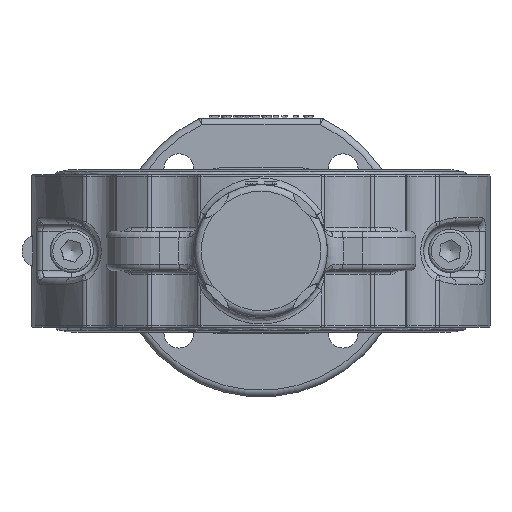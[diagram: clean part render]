
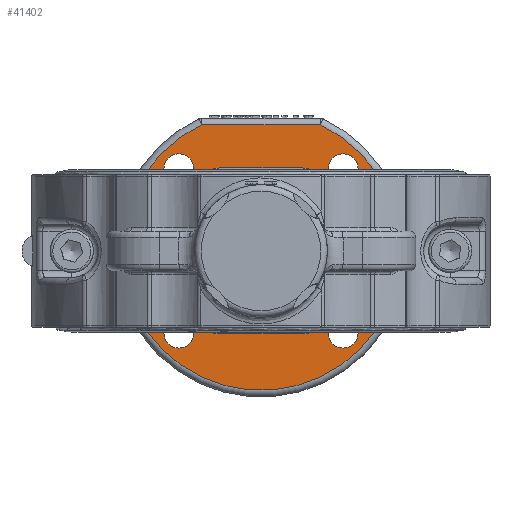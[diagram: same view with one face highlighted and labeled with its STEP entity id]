
A CAD part, front view. The second image highlights one B-rep face of the part: STEP entity #41402.
In plain terms, the highlighted planar face has unit normal (0, -1, 0).
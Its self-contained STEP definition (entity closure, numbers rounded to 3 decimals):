
#558=LINE('',#58203,#3848);
#560=LINE('',#58221,#3850);
#561=LINE('',#58226,#3851);
#564=LINE('',#58245,#3854);
#565=LINE('',#58250,#3855);
#568=LINE('',#58268,#3858);
#569=LINE('',#58272,#3859);
#570=LINE('',#58286,#3860);
#587=LINE('',#58366,#3877);
#3848=VECTOR('',#47503,10.);
#3850=VECTOR('',#47525,10.);
#3851=VECTOR('',#47530,10.);
#3854=VECTOR('',#47553,10.);
#3855=VECTOR('',#47558,10.);
#3858=VECTOR('',#47581,10.);
#3859=VECTOR('',#47586,10.);
#3860=VECTOR('',#47605,10.);
#3877=VECTOR('',#47662,10.);
#7057=PLANE('',#44223);
#8132=FACE_BOUND('',#12255,.T.);
#8133=FACE_BOUND('',#12256,.T.);
#8134=FACE_BOUND('',#12257,.T.);
#8135=FACE_BOUND('',#12258,.T.);
#8136=FACE_BOUND('',#12259,.T.);
#8736=CIRCLE('',#44032,4.5);
#8738=CIRCLE('',#44035,4.5);
#8740=CIRCLE('',#44038,4.5);
#8742=CIRCLE('',#44041,4.5);
#8828=CIRCLE('',#44162,7.);
#8830=CIRCLE('',#44165,7.);
#8836=CIRCLE('',#44174,7.);
#8838=CIRCLE('',#44177,7.);
#8844=CIRCLE('',#44186,7.);
#8846=CIRCLE('',#44189,7.);
#8852=CIRCLE('',#44198,7.);
#8854=CIRCLE('',#44201,7.);
#8861=CIRCLE('',#44224,42.);
#9818=FACE_OUTER_BOUND('',#12254,.T.);
#12254=EDGE_LOOP('',(#27536,#27537));
#12255=EDGE_LOOP('',(#27538));
#12256=EDGE_LOOP('',(#27539));
#12257=EDGE_LOOP('',(#27540));
#12258=EDGE_LOOP('',(#27541));
#12259=EDGE_LOOP('',(#27542,#27543,#27544,#27545,#27546,#27547,#27548,#27549,
#27550,#27551,#27552,#27553,#27554,#27555,#27556,#27557));
#16599=VERTEX_POINT('',#57965);
#16601=VERTEX_POINT('',#57970);
#16603=VERTEX_POINT('',#57975);
#16605=VERTEX_POINT('',#57980);
#16672=VERTEX_POINT('',#58196);
#16675=VERTEX_POINT('',#58201);
#16676=VERTEX_POINT('',#58205);
#16679=VERTEX_POINT('',#58212);
#16680=VERTEX_POINT('',#58217);
#16683=VERTEX_POINT('',#58224);
#16684=VERTEX_POINT('',#58229);
#16687=VERTEX_POINT('',#58236);
#16688=VERTEX_POINT('',#58241);
#16691=VERTEX_POINT('',#58248);
#16692=VERTEX_POINT('',#58253);
#16694=VERTEX_POINT('',#58259);
#16695=VERTEX_POINT('',#58264);
#16697=VERTEX_POINT('',#58270);
#16698=VERTEX_POINT('',#58274);
#16701=VERTEX_POINT('',#58281);
#16723=VERTEX_POINT('',#58364);
#16724=VERTEX_POINT('',#58365);
#20738=EDGE_CURVE('',#16599,#16599,#8736,.T.);
#20740=EDGE_CURVE('',#16601,#16601,#8738,.T.);
#20742=EDGE_CURVE('',#16603,#16603,#8740,.T.);
#20744=EDGE_CURVE('',#16605,#16605,#8742,.T.);
#20834=EDGE_CURVE('',#16675,#16672,#558,.T.);
#20837=EDGE_CURVE('',#16672,#16676,#8828,.T.);
#20839=EDGE_CURVE('',#16679,#16675,#8830,.T.);
#20843=EDGE_CURVE('',#16676,#16680,#560,.T.);
#20845=EDGE_CURVE('',#16683,#16679,#561,.T.);
#20849=EDGE_CURVE('',#16680,#16684,#8836,.T.);
#20851=EDGE_CURVE('',#16687,#16683,#8838,.T.);
#20855=EDGE_CURVE('',#16684,#16688,#564,.T.);
#20857=EDGE_CURVE('',#16691,#16687,#565,.T.);
#20861=EDGE_CURVE('',#16688,#16692,#8844,.T.);
#20863=EDGE_CURVE('',#16694,#16691,#8846,.T.);
#20867=EDGE_CURVE('',#16692,#16695,#568,.T.);
#20869=EDGE_CURVE('',#16697,#16694,#569,.T.);
#20872=EDGE_CURVE('',#16695,#16698,#8852,.T.);
#20874=EDGE_CURVE('',#16701,#16697,#8854,.T.);
#20876=EDGE_CURVE('',#16698,#16701,#570,.T.);
#20908=EDGE_CURVE('',#16723,#16724,#587,.T.);
#20909=EDGE_CURVE('',#16724,#16723,#8861,.T.);
#27536=ORIENTED_EDGE('',*,*,#20908,.F.);
#27537=ORIENTED_EDGE('',*,*,#20909,.F.);
#27538=ORIENTED_EDGE('',*,*,#20738,.T.);
#27539=ORIENTED_EDGE('',*,*,#20740,.T.);
#27540=ORIENTED_EDGE('',*,*,#20742,.T.);
#27541=ORIENTED_EDGE('',*,*,#20744,.T.);
#27542=ORIENTED_EDGE('',*,*,#20834,.F.);
#27543=ORIENTED_EDGE('',*,*,#20839,.F.);
#27544=ORIENTED_EDGE('',*,*,#20845,.F.);
#27545=ORIENTED_EDGE('',*,*,#20851,.F.);
#27546=ORIENTED_EDGE('',*,*,#20857,.F.);
#27547=ORIENTED_EDGE('',*,*,#20863,.F.);
#27548=ORIENTED_EDGE('',*,*,#20869,.F.);
#27549=ORIENTED_EDGE('',*,*,#20874,.F.);
#27550=ORIENTED_EDGE('',*,*,#20876,.F.);
#27551=ORIENTED_EDGE('',*,*,#20872,.F.);
#27552=ORIENTED_EDGE('',*,*,#20867,.F.);
#27553=ORIENTED_EDGE('',*,*,#20861,.F.);
#27554=ORIENTED_EDGE('',*,*,#20855,.F.);
#27555=ORIENTED_EDGE('',*,*,#20849,.F.);
#27556=ORIENTED_EDGE('',*,*,#20843,.F.);
#27557=ORIENTED_EDGE('',*,*,#20837,.F.);
#41402=ADVANCED_FACE('',(#9818,#8132,#8133,#8134,#8135,#8136),#7057,.F.);
#44032=AXIS2_PLACEMENT_3D('',#57966,#47247,#47248);
#44035=AXIS2_PLACEMENT_3D('',#57971,#47253,#47254);
#44038=AXIS2_PLACEMENT_3D('',#57976,#47259,#47260);
#44041=AXIS2_PLACEMENT_3D('',#57981,#47265,#47266);
#44162=AXIS2_PLACEMENT_3D('',#58209,#47510,#47511);
#44165=AXIS2_PLACEMENT_3D('',#58214,#47516,#47517);
#44174=AXIS2_PLACEMENT_3D('',#58233,#47538,#47539);
#44177=AXIS2_PLACEMENT_3D('',#58238,#47544,#47545);
#44186=AXIS2_PLACEMENT_3D('',#58257,#47566,#47567);
#44189=AXIS2_PLACEMENT_3D('',#58261,#47572,#47573);
#44198=AXIS2_PLACEMENT_3D('',#58278,#47593,#47594);
#44201=AXIS2_PLACEMENT_3D('',#58283,#47599,#47600);
#44223=AXIS2_PLACEMENT_3D('',#58363,#47660,#47661);
#44224=AXIS2_PLACEMENT_3D('',#58367,#47663,#47664);
#47247=DIRECTION('center_axis',(0.,1.,0.));
#47248=DIRECTION('ref_axis',(-1.,0.,0.));
#47253=DIRECTION('center_axis',(0.,1.,0.));
#47254=DIRECTION('ref_axis',(-1.,0.,0.));
#47259=DIRECTION('center_axis',(0.,1.,0.));
#47260=DIRECTION('ref_axis',(-1.,0.,0.));
#47265=DIRECTION('center_axis',(0.,1.,0.));
#47266=DIRECTION('ref_axis',(-1.,0.,0.));
#47503=DIRECTION('',(-0.6,0.,0.8));
#47510=DIRECTION('center_axis',(0.,-1.,0.));
#47511=DIRECTION('ref_axis',(0.447,0.,0.894));
#47516=DIRECTION('center_axis',(0.,-1.,0.));
#47517=DIRECTION('ref_axis',(0.949,0.,0.316));
#47525=DIRECTION('',(-1.,0.,0.));
#47530=DIRECTION('',(0.,0.,1.));
#47538=DIRECTION('center_axis',(0.,-1.,0.));
#47539=DIRECTION('ref_axis',(-0.447,0.,0.894));
#47544=DIRECTION('center_axis',(0.,-1.,0.));
#47545=DIRECTION('ref_axis',(0.949,0.,-0.316));
#47553=DIRECTION('',(-0.6,0.,-0.8));
#47558=DIRECTION('',(0.6,0.,0.8));
#47566=DIRECTION('center_axis',(0.,-1.,0.));
#47567=DIRECTION('ref_axis',(-0.949,0.,0.316));
#47572=DIRECTION('center_axis',(0.,-1.,0.));
#47573=DIRECTION('ref_axis',(0.447,0.,-0.894));
#47581=DIRECTION('',(0.,0.,-1.));
#47586=DIRECTION('',(1.,0.,0.));
#47593=DIRECTION('center_axis',(0.,-1.,0.));
#47594=DIRECTION('ref_axis',(-0.949,0.,-0.316));
#47599=DIRECTION('center_axis',(0.,-1.,0.));
#47600=DIRECTION('ref_axis',(-0.447,0.,-0.894));
#47605=DIRECTION('',(0.6,0.,-0.8));
#47660=DIRECTION('center_axis',(0.,1.,0.));
#47661=DIRECTION('ref_axis',(0.,0.,1.));
#47662=DIRECTION('',(1.,0.,0.));
#47663=DIRECTION('center_axis',(0.,1.,0.));
#47664=DIRECTION('ref_axis',(0.,0.,
-1.));
#57965=CARTESIAN_POINT('',(-20.249,157.5,24.749));
#57966=CARTESIAN_POINT('Origin',(-24.749,157.5,24.749));
#57970=CARTESIAN_POINT('',(-20.249,157.5,-24.749));
#57971=CARTESIAN_POINT('Origin',(-24.749,157.5,-24.749));
#57975=CARTESIAN_POINT('',(29.249,157.5,-24.749));
#57976=CARTESIAN_POINT('Origin',(24.749,157.5,-24.749));
#57980=CARTESIAN_POINT('',(29.249,157.5,24.749));
#57981=CARTESIAN_POINT('Origin',(24.749,157.5,24.749));
#58196=CARTESIAN_POINT('',(18.1,157.5,22.2));
#58201=CARTESIAN_POINT('',(27.6,157.5,9.533));
#58203=CARTESIAN_POINT('',(19.082,157.5,20.891));
#58205=CARTESIAN_POINT('',(12.5,157.5,25.));
#58209=CARTESIAN_POINT('Origin',(12.5,157.5,18.));
#58212=CARTESIAN_POINT('',(29.,157.5,5.333));
#58214=CARTESIAN_POINT('Origin',(22.,157.5,5.333));
#58217=CARTESIAN_POINT('',(-12.5,157.5,25.));
#58221=CARTESIAN_POINT('',(-6.75,157.5,25.));
#58224=CARTESIAN_POINT('',(29.,157.5,-5.333));
#58226=CARTESIAN_POINT('',(29.,157.5,4.642));
#58229=CARTESIAN_POINT('',(-18.1,157.5,22.2));
#58233=CARTESIAN_POINT('Origin',(-12.5,157.5,18.));
#58236=CARTESIAN_POINT('',(27.6,157.5,-9.533));
#58238=CARTESIAN_POINT('Origin',(22.,157.5,-5.333));
#58241=CARTESIAN_POINT('',(-27.6,157.5,9.533));
#58245=CARTESIAN_POINT('',(-24.332,157.5,13.891));
#58248=CARTESIAN_POINT('',(18.1,157.5,-22.2));
#58250=CARTESIAN_POINT('',(25.908,157.5,-11.789));
#58253=CARTESIAN_POINT('',(-29.,157.5,5.333));
#58257=CARTESIAN_POINT('Origin',(-22.,157.5,5.333));
#58259=CARTESIAN_POINT('',(12.5,157.5,-25.));
#58261=CARTESIAN_POINT('Origin',(12.5,157.5,-18.));
#58264=CARTESIAN_POINT('',(-29.,157.5,-5.333));
#58268=CARTESIAN_POINT('',(-29.,157.5,-1.358));
#58270=CARTESIAN_POINT('',(-12.5,157.5,-25.));
#58272=CARTESIAN_POINT('',(6.75,157.5,-25.));
#58274=CARTESIAN_POINT('',(-27.6,157.5,-9.533));
#58278=CARTESIAN_POINT('Origin',(-22.,157.5,-5.333));
#58281=CARTESIAN_POINT('',(-18.1,157.5,-22.2));
#58283=CARTESIAN_POINT('Origin',(-12.5,157.5,-18.));
#58286=CARTESIAN_POINT('',(-20.658,157.5,-18.789));
#58363=CARTESIAN_POINT('Origin',(0.,157.5,3.283));
#58364=CARTESIAN_POINT('',(-17.889,157.5,38.));
#58365=CARTESIAN_POINT('',(17.889,157.5,38.));
#58366=CARTESIAN_POINT('',(-9.165,157.5,38.));
#58367=CARTESIAN_POINT('Origin',(0.,157.5,0.));
